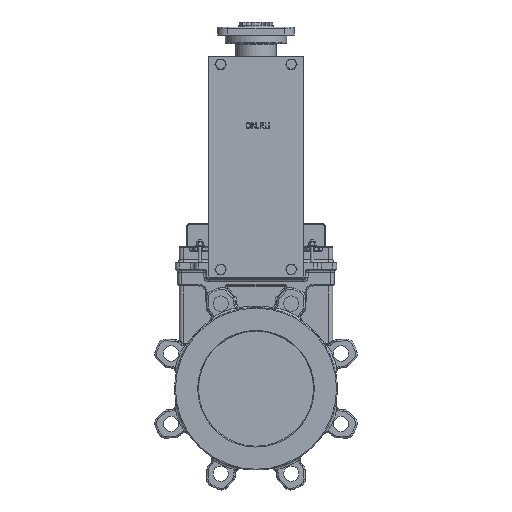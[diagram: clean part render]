
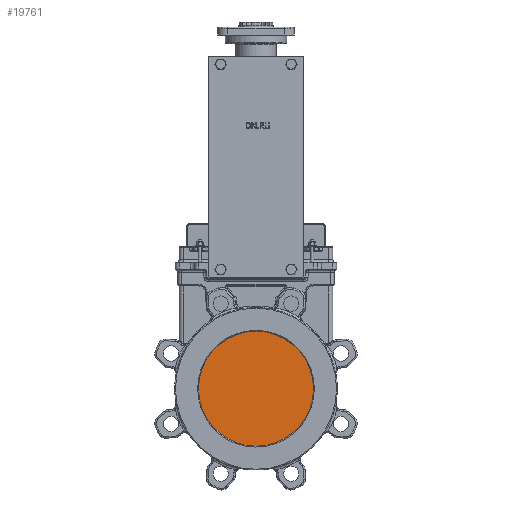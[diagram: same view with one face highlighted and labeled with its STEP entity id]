
A CAD part, top view. The second image highlights one B-rep face of the part: STEP entity #19761.
In plain terms, the highlighted planar face has unit normal (0, 0, 1).
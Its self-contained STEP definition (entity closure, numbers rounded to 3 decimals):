
#1078=PLANE('',#22357);
#2159=FACE_OUTER_BOUND('',#3370,.T.);
#3370=EDGE_LOOP('',(#16585));
#4265=CIRCLE('',#21262,75.);
#8100=VERTEX_POINT('',#32661);
#10261=EDGE_CURVE('',#8100,#8100,#4265,.T.);
#16585=ORIENTED_EDGE('',*,*,#10261,.F.);
#19761=ADVANCED_FACE('',(#2159),#1078,.T.);
#21262=AXIS2_PLACEMENT_3D('',#32663,#25679,#25680);
#22357=AXIS2_PLACEMENT_3D('',#37700,#28181,#28182);
#25679=DIRECTION('center_axis',(0.,0.,-1.));
#25680=DIRECTION('ref_axis',(-1.,0.,0.));
#28181=DIRECTION('center_axis',(0.,0.,1.));
#28182=DIRECTION('ref_axis',(1.,0.,0.));
#32661=CARTESIAN_POINT('',(75.,0.,3.5));
#32663=CARTESIAN_POINT('Origin',(0.,0.,3.5));
#37700=CARTESIAN_POINT('Origin',(0.,0.,3.5));
